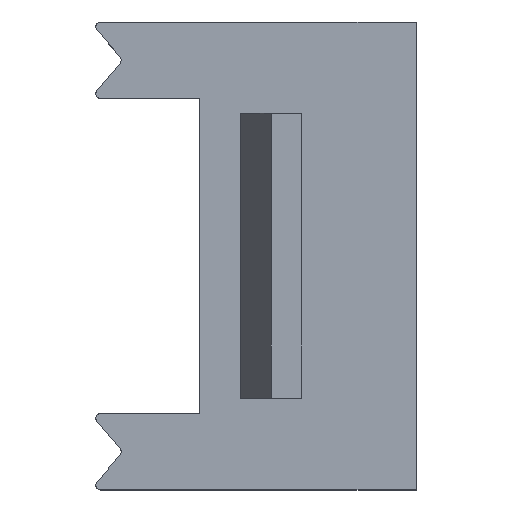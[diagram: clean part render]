
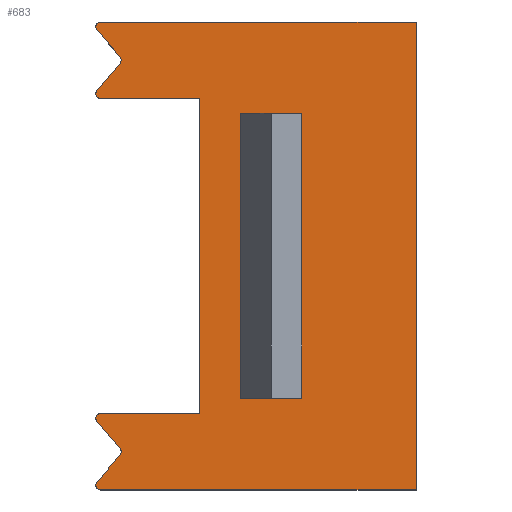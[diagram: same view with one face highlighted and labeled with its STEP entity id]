
A CAD part, top view. The second image highlights one B-rep face of the part: STEP entity #683.
In plain terms, the highlighted planar face has unit normal (0, 0, 1).
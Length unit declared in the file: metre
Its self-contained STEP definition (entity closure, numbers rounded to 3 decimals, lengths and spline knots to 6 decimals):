
#13=CIRCLE('',#716,0.00018);
#15=CIRCLE('',#719,0.00018);
#17=CIRCLE('',#722,0.00018);
#19=CIRCLE('',#725,0.00018);
#21=CIRCLE('',#728,0.00018);
#23=CIRCLE('',#731,0.00018);
#163=ORIENTED_EDGE('',*,*,#227,.F.);
#164=ORIENTED_EDGE('',*,*,#311,.F.);
#165=ORIENTED_EDGE('',*,*,#232,.T.);
#166=ORIENTED_EDGE('',*,*,#312,.T.);
#167=ORIENTED_EDGE('',*,*,#244,.F.);
#168=ORIENTED_EDGE('',*,*,#274,.T.);
#169=ORIENTED_EDGE('',*,*,#262,.F.);
#170=ORIENTED_EDGE('',*,*,#276,.T.);
#171=ORIENTED_EDGE('',*,*,#258,.F.);
#172=ORIENTED_EDGE('',*,*,#278,.T.);
#173=ORIENTED_EDGE('',*,*,#251,.F.);
#174=ORIENTED_EDGE('',*,*,#237,.T.);
#175=ORIENTED_EDGE('',*,*,#256,.T.);
#176=ORIENTED_EDGE('',*,*,#284,.T.);
#177=ORIENTED_EDGE('',*,*,#272,.T.);
#178=ORIENTED_EDGE('',*,*,#282,.T.);
#179=ORIENTED_EDGE('',*,*,#268,.T.);
#180=ORIENTED_EDGE('',*,*,#280,.T.);
#181=ORIENTED_EDGE('',*,*,#248,.T.);
#182=ORIENTED_EDGE('',*,*,#247,.F.);
#227=EDGE_CURVE('',#320,#321,#384,.T.);
#232=EDGE_CURVE('',#323,#325,#389,.T.);
#237=EDGE_CURVE('',#331,#330,#394,.T.);
#244=EDGE_CURVE('',#337,#334,#401,.T.);
#247=EDGE_CURVE('',#334,#338,#404,.T.);
#248=EDGE_CURVE('',#340,#338,#405,.T.);
#251=EDGE_CURVE('',#331,#342,#408,.T.);
#256=EDGE_CURVE('',#330,#345,#413,.T.);
#258=EDGE_CURVE('',#347,#348,#415,.T.);
#262=EDGE_CURVE('',#351,#352,#419,.T.);
#268=EDGE_CURVE('',#354,#357,#425,.T.);
#272=EDGE_CURVE('',#358,#361,#429,.T.);
#274=EDGE_CURVE('',#337,#352,#13,.T.);
#276=EDGE_CURVE('',#351,#348,#15,.F.);
#278=EDGE_CURVE('',#347,#342,#17,.T.);
#280=EDGE_CURVE('',#357,#340,#19,.T.);
#282=EDGE_CURVE('',#361,#354,#21,.F.);
#284=EDGE_CURVE('',#345,#358,#23,.T.);
#311=EDGE_CURVE('',#323,#320,#450,.T.);
#312=EDGE_CURVE('',#325,#321,#451,.T.);
#320=VERTEX_POINT('',#953);
#321=VERTEX_POINT('',#955);
#323=VERTEX_POINT('',#960);
#325=VERTEX_POINT('',#964);
#330=VERTEX_POINT('',#975);
#331=VERTEX_POINT('',#977);
#334=VERTEX_POINT('',#985);
#337=VERTEX_POINT('',#990);
#338=VERTEX_POINT('',#994);
#340=VERTEX_POINT('',#1000);
#342=VERTEX_POINT('',#1006);
#345=VERTEX_POINT('',#1014);
#347=VERTEX_POINT('',#1019);
#348=VERTEX_POINT('',#1021);
#351=VERTEX_POINT('',#1028);
#352=VERTEX_POINT('',#1030);
#354=VERTEX_POINT('',#1036);
#357=VERTEX_POINT('',#1041);
#358=VERTEX_POINT('',#1045);
#361=VERTEX_POINT('',#1050);
#384=LINE('',#954,#459);
#389=LINE('',#965,#464);
#394=LINE('',#976,#469);
#401=LINE('',#991,#476);
#404=LINE('',#997,#479);
#405=LINE('',#999,#480);
#408=LINE('',#1005,#483);
#413=LINE('',#1015,#488);
#415=LINE('',#1020,#490);
#419=LINE('',#1029,#494);
#425=LINE('',#1042,#500);
#429=LINE('',#1051,#504);
#450=LINE('',#1129,#525);
#451=LINE('',#1130,#526);
#459=VECTOR('',#764,1.);
#464=VECTOR('',#771,1.);
#469=VECTOR('',#778,1.);
#476=VECTOR('',#787,1.);
#479=VECTOR('',#792,1.);
#480=VECTOR('',#795,1.);
#483=VECTOR('',#800,1.);
#488=VECTOR('',#807,1.);
#490=VECTOR('',#811,1.);
#494=VECTOR('',#817,1.);
#500=VECTOR('',#825,1.);
#504=VECTOR('',#831,1.);
#525=VECTOR('',#930,1.);
#526=VECTOR('',#931,1.);
#570=EDGE_LOOP('',(#163,#164,#165,#166));
#571=EDGE_LOOP('',(#167,#168,#169,#170,#171,#172,#173,#174,#175,#176,#177,
#178,#179,#180,#181,#182));
#615=FACE_BOUND('',#570,.T.);
#616=FACE_BOUND('',#571,.T.);
#645=PLANE('',#752);
#683=ADVANCED_FACE('',(#615,#616),#645,.T.);
#716=AXIS2_PLACEMENT_3D('',#1054,#836,#837);
#719=AXIS2_PLACEMENT_3D('',#1057,#842,#843);
#722=AXIS2_PLACEMENT_3D('',#1060,#848,#849);
#725=AXIS2_PLACEMENT_3D('',#1063,#854,#855);
#728=AXIS2_PLACEMENT_3D('',#1066,#860,#861);
#731=AXIS2_PLACEMENT_3D('',#1069,#866,#867);
#752=AXIS2_PLACEMENT_3D('',#1128,#928,#929);
#764=DIRECTION('',(0.,-1.,0.));
#771=DIRECTION('',(0.,-1.,0.));
#778=DIRECTION('',(0.,-1.,0.));
#787=DIRECTION('',(1.,0.,0.));
#792=DIRECTION('',(0.,-1.,0.));
#795=DIRECTION('',(1.,0.,0.));
#800=DIRECTION('',(-1.,0.,0.));
#807=DIRECTION('',(-1.,0.,0.));
#811=DIRECTION('',(0.643,0.766,0.));
#817=DIRECTION('',(-0.643,0.766,0.));
#825=DIRECTION('',(-0.643,-0.766,0.));
#831=DIRECTION('',(0.643,-0.766,0.));
#836=DIRECTION('',(0.,0.,1.));
#837=DIRECTION('',(1.,0.,0.));
#842=DIRECTION('',(0.,0.,1.));
#843=DIRECTION('',(1.,0.,0.));
#848=DIRECTION('',(0.,0.,1.));
#849=DIRECTION('',(1.,0.,0.));
#854=DIRECTION('',(0.,0.,1.));
#855=DIRECTION('',(1.,0.,0.));
#860=DIRECTION('',(0.,0.,1.));
#861=DIRECTION('',(1.,0.,0.));
#866=DIRECTION('',(0.,0.,1.));
#867=DIRECTION('',(1.,0.,0.));
#928=DIRECTION('',(0.,0.,1.));
#929=DIRECTION('',(-1.,0.,0.));
#930=DIRECTION('',(-1.,0.,0.));
#931=DIRECTION('',(-1.,0.,0.));
#953=CARTESIAN_POINT('',(0.0051,0.0056,0.0028));
#954=CARTESIAN_POINT('',(0.0051,0.,0.0028));
#955=CARTESIAN_POINT('',(0.0051,-0.0056,0.0028));
#960=CARTESIAN_POINT('',(0.0075,0.0056,0.0028));
#964=CARTESIAN_POINT('',(0.0075,-0.0056,0.0028));
#965=CARTESIAN_POINT('',(0.0075,0.,0.0028));
#975=CARTESIAN_POINT('',(0.0035,-0.0062,0.0028));
#976=CARTESIAN_POINT('',(0.0035,0.00755,0.0028));
#977=CARTESIAN_POINT('',(0.0035,0.0062,0.0028));
#985=CARTESIAN_POINT('',(0.012,0.0092,0.0028));
#990=CARTESIAN_POINT('',(-0.000415,0.0092,0.0028));
#991=CARTESIAN_POINT('',(0.00775,0.0092,0.0028));
#994=CARTESIAN_POINT('',(0.012,-0.0092,0.0028));
#997=CARTESIAN_POINT('',(0.012,0.,0.0028));
#999=CARTESIAN_POINT('',(0.00775,-0.0092,0.0028));
#1000=CARTESIAN_POINT('',(-0.000415,-0.0092,0.0028));
#1005=CARTESIAN_POINT('',(0.00175,0.0062,0.0028));
#1006=CARTESIAN_POINT('',(-0.000415,0.0062,0.0028));
#1014=CARTESIAN_POINT('',(-0.000415,-0.0062,0.0028));
#1015=CARTESIAN_POINT('',(0.00175,-0.0062,0.0028));
#1019=CARTESIAN_POINT('',(-0.000552,0.006496,0.0028));
#1020=CARTESIAN_POINT('',(-0.0004,0.006677,0.0028));
#1021=CARTESIAN_POINT('',(0.000361,0.007584,0.0028));
#1028=CARTESIAN_POINT('',(0.000361,0.007816,0.0028));
#1029=CARTESIAN_POINT('',(-0.0004,0.008723,0.0028));
#1030=CARTESIAN_POINT('',(-0.000552,0.008904,0.0028));
#1036=CARTESIAN_POINT('',(0.000361,-0.007816,0.0028));
#1041=CARTESIAN_POINT('',(-0.000552,-0.008904,0.0028));
#1042=CARTESIAN_POINT('',(-0.0004,-0.008723,0.0028));
#1045=CARTESIAN_POINT('',(-0.000552,-0.006496,0.0028));
#1050=CARTESIAN_POINT('',(0.000361,-0.007584,0.0028));
#1051=CARTESIAN_POINT('',(-0.0004,-0.006677,0.0028));
#1054=CARTESIAN_POINT('',(-0.000415,0.00902,0.0028));
#1057=CARTESIAN_POINT('',(0.000223,0.0077,0.0028));
#1060=CARTESIAN_POINT('',(-0.000415,0.00638,0.0028));
#1063=CARTESIAN_POINT('',(-0.000415,-0.00902,0.0028));
#1066=CARTESIAN_POINT('',(0.000223,-0.0077,0.0028));
#1069=CARTESIAN_POINT('',(-0.000415,-0.00638,0.0028));
#1128=CARTESIAN_POINT('',(0.006,0.,0.0028));
#1129=CARTESIAN_POINT('',(0.0063,0.0056,0.0028));
#1130=CARTESIAN_POINT('',(0.0063,-0.0056,0.0028));
